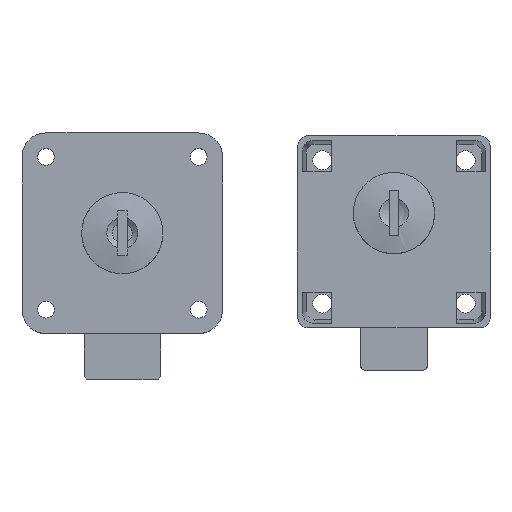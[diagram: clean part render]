
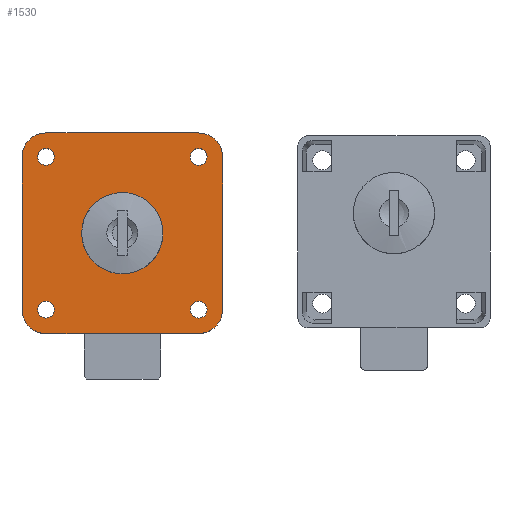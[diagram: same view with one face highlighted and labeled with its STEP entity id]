
A CAD part, top view. The second image highlights one B-rep face of the part: STEP entity #1530.
In plain terms, the highlighted planar face has unit normal (0, 0, 1).
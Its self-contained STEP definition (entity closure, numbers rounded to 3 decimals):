
#75=FACE_BOUND('',#244,.T.);
#76=FACE_BOUND('',#245,.T.);
#77=FACE_BOUND('',#246,.T.);
#78=FACE_BOUND('',#247,.T.);
#79=FACE_BOUND('',#248,.T.);
#138=FACE_OUTER_BOUND('',#243,.T.);
#243=EDGE_LOOP('',(#1136,#1137,#1138,#1139,#1140,#1141,#1142,#1143));
#244=EDGE_LOOP('',(#1144));
#245=EDGE_LOOP('',(#1145));
#246=EDGE_LOOP('',(#1146));
#247=EDGE_LOOP('',(#1147));
#248=EDGE_LOOP('',(#1148));
#348=LINE('',#2365,#482);
#352=LINE('',#2377,#486);
#356=LINE('',#2389,#490);
#360=LINE('',#2399,#494);
#482=VECTOR('',#1863,32.);
#486=VECTOR('',#1875,32.);
#490=VECTOR('',#1887,32.);
#494=VECTOR('',#1899,32.);
#616=CIRCLE('',#1620,1.75);
#619=CIRCLE('',#1625,1.75);
#622=CIRCLE('',#1630,1.75);
#625=CIRCLE('',#1635,1.75);
#626=CIRCLE('',#1637,8.5);
#628=CIRCLE('',#1640,5.);
#630=CIRCLE('',#1644,5.);
#632=CIRCLE('',#1648,5.);
#634=CIRCLE('',#1652,5.);
#686=VERTEX_POINT('',#2323);
#689=VERTEX_POINT('',#2331);
#692=VERTEX_POINT('',#2339);
#695=VERTEX_POINT('',#2347);
#696=VERTEX_POINT('',#2350);
#699=VERTEX_POINT('',#2356);
#700=VERTEX_POINT('',#2358);
#702=VERTEX_POINT('',#2364);
#704=VERTEX_POINT('',#2370);
#706=VERTEX_POINT('',#2376);
#708=VERTEX_POINT('',#2382);
#710=VERTEX_POINT('',#2388);
#712=VERTEX_POINT('',#2394);
#842=EDGE_CURVE('',#686,#686,#616,.T.);
#845=EDGE_CURVE('',#689,#689,#619,.T.);
#848=EDGE_CURVE('',#692,#692,#622,.T.);
#851=EDGE_CURVE('',#695,#695,#625,.T.);
#852=EDGE_CURVE('',#696,#696,#626,.T.);
#855=EDGE_CURVE('',#700,#699,#628,.T.);
#858=EDGE_CURVE('',#702,#700,#348,.T.);
#861=EDGE_CURVE('',#704,#702,#630,.T.);
#864=EDGE_CURVE('',#706,#704,#352,.T.);
#867=EDGE_CURVE('',#708,#706,#632,.T.);
#870=EDGE_CURVE('',#710,#708,#356,.T.);
#873=EDGE_CURVE('',#712,#710,#634,.T.);
#876=EDGE_CURVE('',#699,#712,#360,.T.);
#1136=ORIENTED_EDGE('',*,*,#876,.T.);
#1137=ORIENTED_EDGE('',*,*,#873,.T.);
#1138=ORIENTED_EDGE('',*,*,#870,.T.);
#1139=ORIENTED_EDGE('',*,*,#867,.T.);
#1140=ORIENTED_EDGE('',*,*,#864,.T.);
#1141=ORIENTED_EDGE('',*,*,#861,.T.);
#1142=ORIENTED_EDGE('',*,*,#858,.T.);
#1143=ORIENTED_EDGE('',*,*,#855,.T.);
#1144=ORIENTED_EDGE('',*,*,#842,.T.);
#1145=ORIENTED_EDGE('',*,*,#845,.T.);
#1146=ORIENTED_EDGE('',*,*,#848,.T.);
#1147=ORIENTED_EDGE('',*,*,#851,.T.);
#1148=ORIENTED_EDGE('',*,*,#852,.T.);
#1457=PLANE('',#1655);
#1530=ADVANCED_FACE('',(#138,#75,#76,#77,#78,#79),#1457,.T.);
#1620=AXIS2_PLACEMENT_3D('',#2324,#1816,#1817);
#1625=AXIS2_PLACEMENT_3D('',#2332,#1826,#1827);
#1630=AXIS2_PLACEMENT_3D('',#2340,#1836,#1837);
#1635=AXIS2_PLACEMENT_3D('',#2348,#1846,#1847);
#1637=AXIS2_PLACEMENT_3D('',#2351,#1850,#1851);
#1640=AXIS2_PLACEMENT_3D('',#2359,#1857,#1858);
#1644=AXIS2_PLACEMENT_3D('',#2371,#1869,#1870);
#1648=AXIS2_PLACEMENT_3D('',#2383,#1881,#1882);
#1652=AXIS2_PLACEMENT_3D('',#2395,#1893,#1894);
#1655=AXIS2_PLACEMENT_3D('',#2401,#1902,#1903);
#1816=DIRECTION('center_axis',(0.,0.,-1.));
#1817=DIRECTION('ref_axis',(-1.,0.,0.));
#1826=DIRECTION('center_axis',(0.,0.,-1.));
#1827=DIRECTION('ref_axis',(-1.,0.,0.));
#1836=DIRECTION('center_axis',(0.,0.,-1.));
#1837=DIRECTION('ref_axis',(-1.,0.,0.));
#1846=DIRECTION('center_axis',(0.,0.,-1.));
#1847=DIRECTION('ref_axis',(-1.,0.,0.));
#1850=DIRECTION('center_axis',(0.,0.,-1.));
#1851=DIRECTION('ref_axis',(0.,-1.,0.));
#1857=DIRECTION('center_axis',(0.,0.,1.));
#1858=DIRECTION('ref_axis',(-1.,0.,0.));
#1863=DIRECTION('',(0.,1.,0.));
#1869=DIRECTION('center_axis',(0.,0.,1.));
#1870=DIRECTION('ref_axis',(0.,1.,0.));
#1875=DIRECTION('',(1.,0.,0.));
#1881=DIRECTION('center_axis',(0.,0.,1.));
#1882=DIRECTION('ref_axis',(1.,0.,0.));
#1887=DIRECTION('',(0.,-1.,0.));
#1893=DIRECTION('center_axis',(0.,0.,1.));
#1894=DIRECTION('ref_axis',(0.,-1.,0.));
#1899=DIRECTION('',(-1.,0.,0.));
#1902=DIRECTION('center_axis',(0.,0.,1.));
#1903=DIRECTION('ref_axis',(1.,0.,0.));
#2323=CARTESIAN_POINT('',(-17.75,16.,8.));
#2324=CARTESIAN_POINT('Origin',(-16.,16.,8.));
#2331=CARTESIAN_POINT('',(14.25,-16.,8.));
#2332=CARTESIAN_POINT('Origin',(16.,-16.,8.));
#2339=CARTESIAN_POINT('',(14.25,16.,8.));
#2340=CARTESIAN_POINT('Origin',(16.,16.,8.));
#2347=CARTESIAN_POINT('',(-17.75,-16.,8.));
#2348=CARTESIAN_POINT('Origin',(-16.,-16.,8.));
#2350=CARTESIAN_POINT('',(0.,8.5,8.));
#2351=CARTESIAN_POINT('Origin',(0.,0.,8.));
#2356=CARTESIAN_POINT('',(16.,21.,8.));
#2358=CARTESIAN_POINT('',(21.,16.,8.));
#2359=CARTESIAN_POINT('Origin',(16.,16.,8.));
#2364=CARTESIAN_POINT('',(21.,-16.,8.));
#2365=CARTESIAN_POINT('',(21.,16.,8.));
#2370=CARTESIAN_POINT('',(16.,-21.,8.));
#2371=CARTESIAN_POINT('Origin',(16.,-16.,8.));
#2376=CARTESIAN_POINT('',(-16.,-21.,8.));
#2377=CARTESIAN_POINT('',(16.,-21.,8.));
#2382=CARTESIAN_POINT('',(-21.,-16.,8.));
#2383=CARTESIAN_POINT('Origin',(-16.,-16.,8.));
#2388=CARTESIAN_POINT('',(-21.,16.,8.));
#2389=CARTESIAN_POINT('',(-21.,-16.,8.));
#2394=CARTESIAN_POINT('',(-16.,21.,8.));
#2395=CARTESIAN_POINT('Origin',(-16.,16.,8.));
#2399=CARTESIAN_POINT('',(-16.,21.,8.));
#2401=CARTESIAN_POINT('Origin',(0.,0.,8.));
